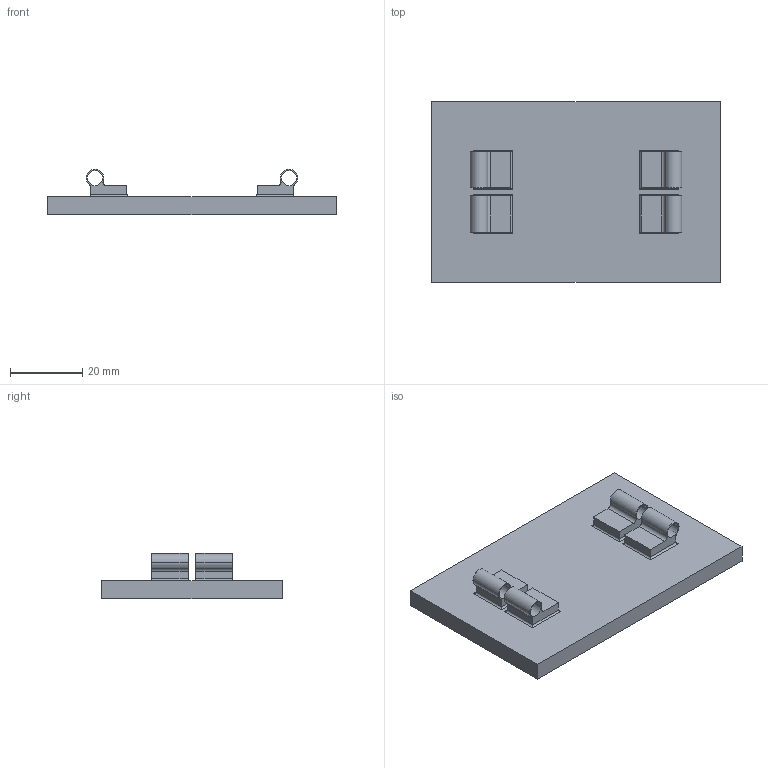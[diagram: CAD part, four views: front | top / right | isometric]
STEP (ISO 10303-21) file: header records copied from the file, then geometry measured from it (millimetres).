
FILE_DESCRIPTION(('CATIA V5 STEP Exchange'),'2;1');
FILE_NAME('Plaque aimant.stp','2018-12-10T13:00:34+00:00',('none'),('none'),'CATIA Version 5 Release 21 GA (IN-10)','CATIA V5 STEP AP203','none');
FILE_SCHEMA(('CONFIG_CONTROL_DESIGN'));
Length unit declared in the file: millimetre
Products named in the file (1): Plaque 1
Bounding box: 80 x 50 x 12.51 mm (x, y, z)
Volume: 20706 mm3; surface area: 10728.3 mm2
Topology: 1 solids, 1 shells, 65 faces, 158 edges, 100 vertices
Faces by surface type: cylinder 38, plane 27
Entity records: 1850 total; most frequent: CARTESIAN_POINT 384, ORIENTED_EDGE 316, DIRECTION 232, EDGE_CURVE 158, VERTEX_POINT 100, VECTOR 98, LINE 98, AXIS2_PLACEMENT_3D 90
